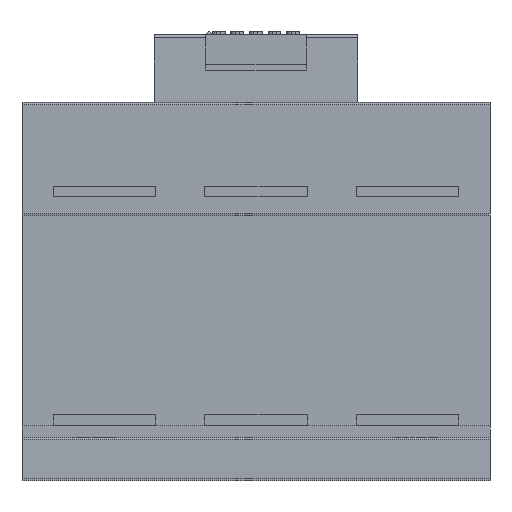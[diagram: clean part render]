
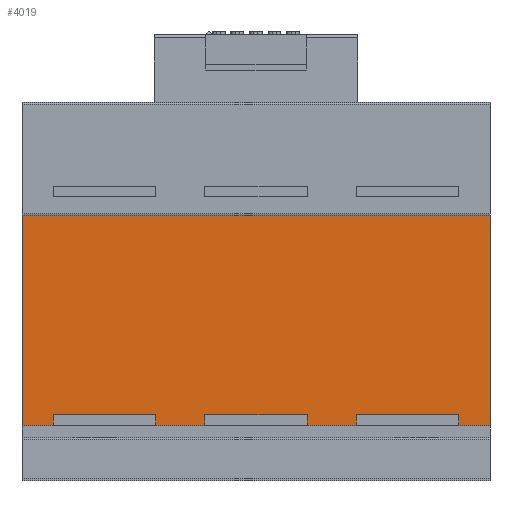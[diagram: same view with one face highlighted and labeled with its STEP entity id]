
A CAD part, front view. The second image highlights one B-rep face of the part: STEP entity #4019.
In plain terms, the highlighted planar face has unit normal (0, -1, 0).
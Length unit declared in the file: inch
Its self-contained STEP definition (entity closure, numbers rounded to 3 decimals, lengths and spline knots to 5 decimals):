
#3963=CARTESIAN_POINT('',(943.79668,-203.00314,25.52163));
#3964=VERTEX_POINT('',#3963);
#3971=CARTESIAN_POINT('',(653.82321,-203.00314,25.52163));
#3972=VERTEX_POINT('',#3971);
#3973=CARTESIAN_POINT('',(653.82321,-203.00314,25.52163));
#3974=DIRECTION('',(1.0,0.0,0.0));
#3975=VECTOR('',#3974,289.97347);
#3976=LINE('',#3973,#3975);
#3977=EDGE_CURVE('',#3972,#3964,#3976,.T.);
#3989=CARTESIAN_POINT('',(653.82321,-203.00314,25.52163));
#3990=DIRECTION('',(0.0,-1.0,0.0));
#3991=DIRECTION('',(1.0,0.0,0.0));
#3992=AXIS2_PLACEMENT_3D('',#3989,#3990,#3991);
#3993=PLANE('',#3992);
#3994=CARTESIAN_POINT('',(943.79668,-203.00314,156.02163));
#3995=VERTEX_POINT('',#3994);
#3996=CARTESIAN_POINT('',(943.79668,-203.00314,25.52163));
#3997=DIRECTION('',(0.0,0.0,1.0));
#3998=VECTOR('',#3997,130.5);
#3999=LINE('',#3996,#3998);
#4000=EDGE_CURVE('',#3964,#3995,#3999,.T.);
#4001=ORIENTED_EDGE('',*,*,#4000,.T.);
#4002=CARTESIAN_POINT('',(653.82321,-203.00314,156.02163));
#4003=VERTEX_POINT('',#4002);
#4004=CARTESIAN_POINT('',(653.82321,-203.00314,156.02163));
#4005=DIRECTION('',(1.0,0.0,0.0));
#4006=VECTOR('',#4005,289.97347);
#4007=LINE('',#4004,#4006);
#4008=EDGE_CURVE('',#4003,#3995,#4007,.T.);
#4009=ORIENTED_EDGE('',*,*,#4008,.F.);
#4010=CARTESIAN_POINT('',(653.82321,-203.00314,25.52163));
#4011=DIRECTION('',(0.0,0.0,1.0));
#4012=VECTOR('',#4011,130.5);
#4013=LINE('',#4010,#4012);
#4014=EDGE_CURVE('',#3972,#4003,#4013,.T.);
#4015=ORIENTED_EDGE('',*,*,#4014,.F.);
#4016=ORIENTED_EDGE('',*,*,#3977,.T.);
#4017=EDGE_LOOP('',(#4001,#4009,#4015,#4016));
#4018=FACE_OUTER_BOUND('',#4017,.T.);
#4019=ADVANCED_FACE('',(#4018),#3993,.T.);
